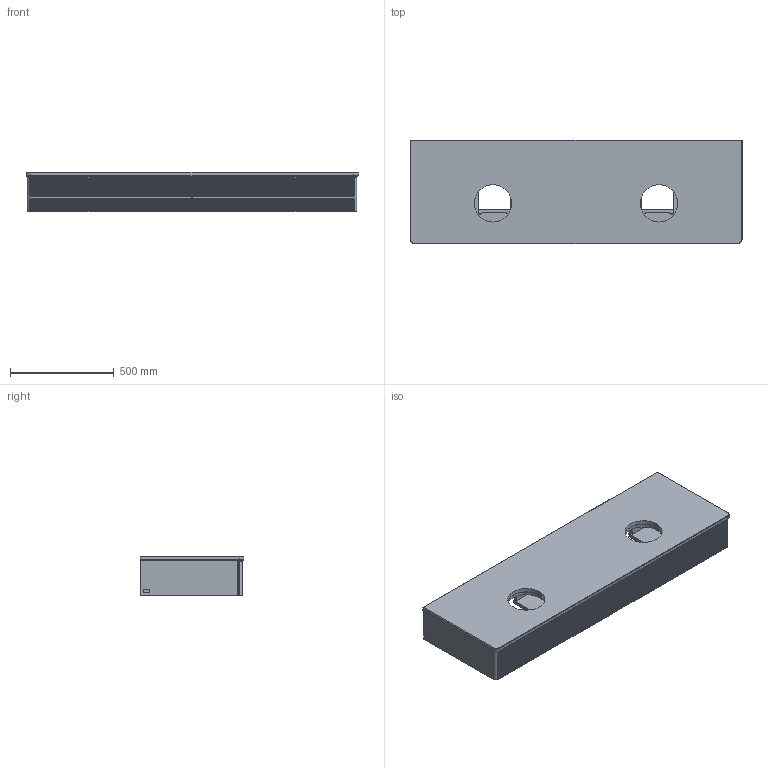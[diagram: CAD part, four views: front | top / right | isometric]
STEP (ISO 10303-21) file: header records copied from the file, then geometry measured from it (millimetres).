
FILE_DESCRIPTION((' '),'2;1');
FILE_NAME('K171_L171.stp','2023-04-04T16:05:28',(' '),(' '),' ','ACIS',' ');
FILE_SCHEMA(('CONFIG_CONTROL_DESIGN'));
Length unit declared in the file: millimetre
Products named in the file (16): K171_L171.stp; Körper1; Körper2; Körper3; Körper4; Körper5; Körper6; Körper7; Körper8; Körper9; Körper10; Körper11; Körper12; Körper13; Körper14; Körper15
Assembly tree (15 placements, depth 2):
  K171_L171.stp
    Körper1
    Körper2
    Körper3
    Körper4
    Körper5
    Körper6
    Körper7
    Körper8
    Körper9
    Körper10
    Körper11
    Körper12
    Körper13
    Körper14
    Körper15
Bounding box: 1600 x 500 x 190 mm (x, y, z)
Volume: 45264170.2 mm3; surface area: 5798118.3 mm2
Topology: 15 solids, 15 shells, 466 faces, 1124 edges, 684 vertices
Faces by surface type: plane 350, cylinder 68, cone 40, torus 4, sphere 4
Full cylindrical faces by diameter (mm): 35 x2, 180 x4
Entity records: 16629 total; most frequent: CARTESIAN_POINT 3447, DIRECTION 2352, ORIENTED_EDGE 2228, EDGE_CURVE 1114, VECTOR 806, LINE 806, AXIS2_PLACEMENT_3D 773, VERTEX_POINT 684
